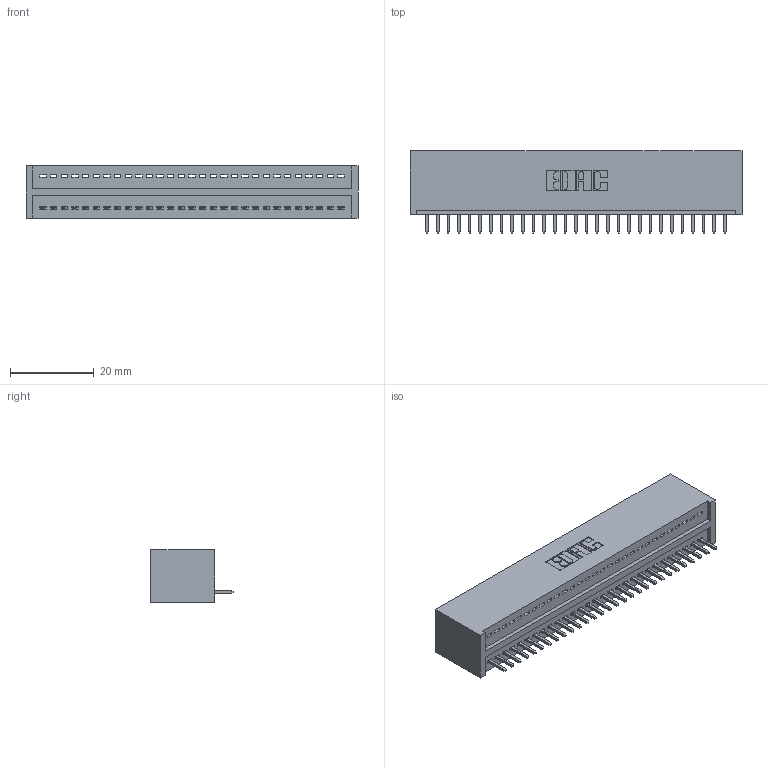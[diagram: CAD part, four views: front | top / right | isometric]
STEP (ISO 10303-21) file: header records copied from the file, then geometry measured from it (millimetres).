
FILE_DESCRIPTION (( 'STEP AP203' ), '1' );
FILE_NAME ('325-029-520-101.STEP', '2020-02-24T18:54:20', ( '' ), ( '' ), 'SwSTEP 2.0', 'SolidWorks 2016', '' );
FILE_SCHEMA (( 'CONFIG_CONTROL_DESIGN' ));
Length unit declared in the file: inch
Products named in the file (3): 325-292-001_325-293-120; 325-029-520-101; 325 Part_Lugless
Assembly tree (30 placements, depth 2):
  325-029-520-101
    325 Part_Lugless
    325-292-001_325-293-120  x29
Bounding box: 79.3 x 19.68 x 12.45 mm (x, y, z)
Volume: 10461.5 mm3; surface area: 11394.1 mm2
Topology: 30 solids, 30 shells, 1788 faces, 5391 edges, 3554 vertices
Faces by surface type: plane 1284, cylinder 504
Entity records: 19151 total; most frequent: CARTESIAN_POINT 3313, ORIENTED_EDGE 3278, DIRECTION 2813, EDGE_CURVE 1639, LINE 1519, VECTOR 1519, VERTEX_POINT 1090, AXIS2_PLACEMENT_3D 647
